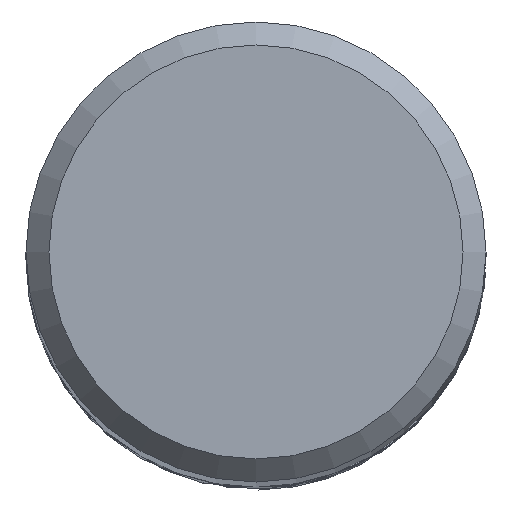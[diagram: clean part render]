
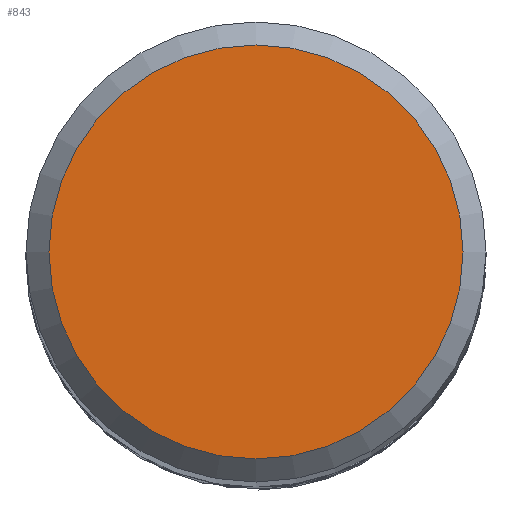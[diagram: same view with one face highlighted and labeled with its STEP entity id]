
A CAD part, top view. The second image highlights one B-rep face of the part: STEP entity #843.
In plain terms, the highlighted planar face has unit normal (0, 0, 1).
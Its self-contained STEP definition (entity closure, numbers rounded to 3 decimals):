
#803 = VERTEX_POINT('', #804);
#804 = CARTESIAN_POINT('', (-2.25, 0., 0.));
#810 = EDGE_CURVE('', #803, #803, #811, .T.);
#811 = CIRCLE('', #812, 2.25);
#812 = AXIS2_PLACEMENT_3D('', #813, #814, #815);
#813 = CARTESIAN_POINT('', (0., 0., 0.));
#814 = DIRECTION('', (0., 0., -1.));
#815 = DIRECTION('', (-1., 0., 0.));
#843 = ADVANCED_FACE('', (#844), #847, .T.);
#844 = FACE_OUTER_BOUND('', #845, .T.);
#845 = EDGE_LOOP('', (#846));
#846 = ORIENTED_EDGE('', *, *, #810, .F.);
#847 = PLANE('', #848);
#848 = AXIS2_PLACEMENT_3D('', #849, #850, #851);
#849 = CARTESIAN_POINT('', (3.5, -3.5, 0.));
#850 = DIRECTION('', (0., 0., 1.));
#851 = DIRECTION('', (0., 1., 0.));
